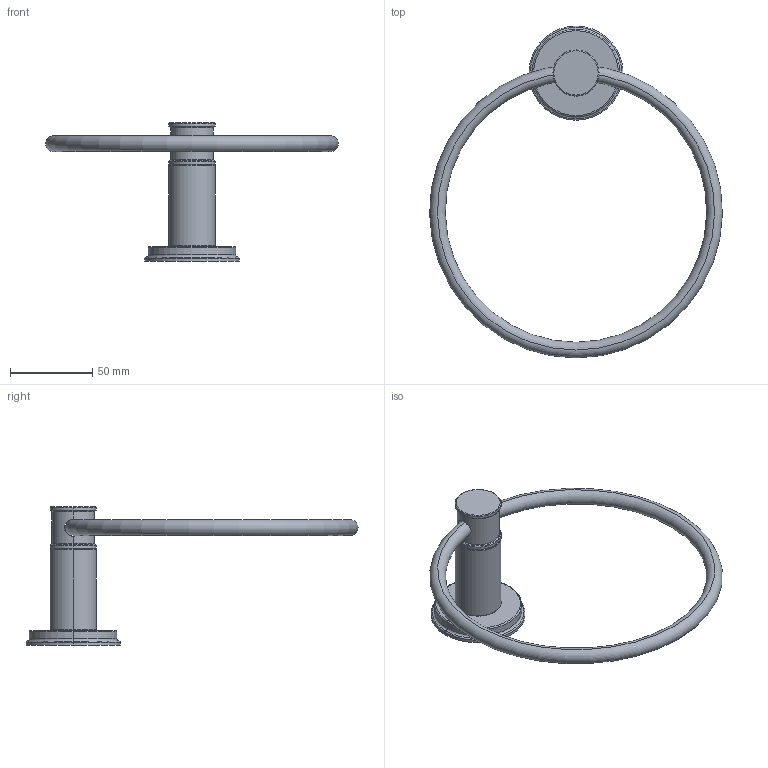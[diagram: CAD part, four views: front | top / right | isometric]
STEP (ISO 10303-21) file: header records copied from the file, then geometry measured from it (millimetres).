
FILE_DESCRIPTION((''),'2;1');
FILE_NAME('3270-1410','2025-04-21T17:57:53',('SwamiS'),(''),'CREO PARAMETRIC BY PTC INC, 2023134','CREO PARAMETRIC BY PTC INC, 2023134','');
FILE_SCHEMA(('CONFIG_CONTROL_DESIGN'));
Length unit declared in the file: inch
Products named in the file (1): 3270-1410
Bounding box: 177.77 x 201.61 x 84.07 mm (x, y, z)
Volume: 79655.6 mm3; surface area: 41231.5 mm2
Topology: 1 solids, 1 shells, 52 faces, 112 edges, 62 vertices
Faces by surface type: torus 26, cylinder 16, plane 6, cone 4
Entity records: 1582 total; most frequent: CARTESIAN_POINT 364, DIRECTION 286, ORIENTED_EDGE 224, AXIS2_PLACEMENT_3D 132, EDGE_CURVE 112, CIRCLE 80, VERTEX_POINT 62, EDGE_LOOP 58
